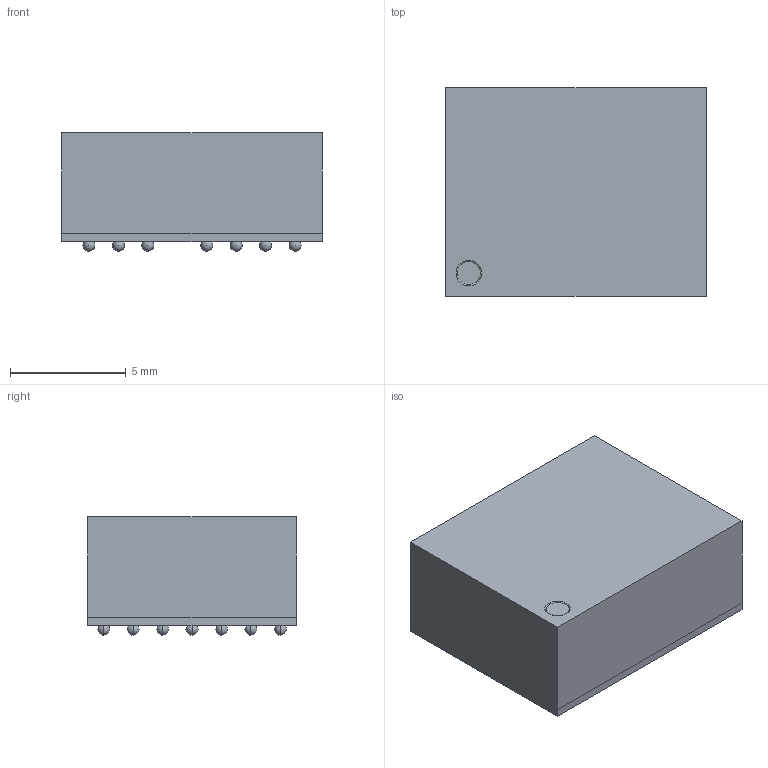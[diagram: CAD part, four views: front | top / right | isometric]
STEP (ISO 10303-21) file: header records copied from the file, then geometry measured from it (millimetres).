
FILE_DESCRIPTION (( 'STEP AP214' ), '1' );
FILE_NAME ( 'BGA45C127P8X7_1125X900X512B63.STEP', '2016-10-20T09:24:19', ( '' ), ( '' ), 'FPX Expert 2013', 'PCB Libraries', '' );
FILE_SCHEMA (( 'AUTOMOTIVE_DESIGN' ));
Length unit declared in the file: millimetre
Products named in the file (1): BGA45C127P8X7_1125X900X512B63
Bounding box: 11.25 x 9 x 5.12 mm (x, y, z)
Volume: 479.6 mm3; surface area: 633.8 mm2
Topology: 47 solids, 47 shells, 105 faces, 345 edges, 245 vertices
Faces by surface type: sphere 90, plane 13, torus 2
Entity records: 2912 total; most frequent: DIRECTION 428, CARTESIAN_POINT 336, ORIENTED_EDGE 240, AXIS2_PLACEMENT_3D 202, STYLED_ITEM 153, PRESENTATION_LAYER_ASSIGNMENT 153, MECHANICAL_DESIGN_GEOMETRIC_PRESENTATION_REPRESENTATION 153, EDGE_CURVE 120
